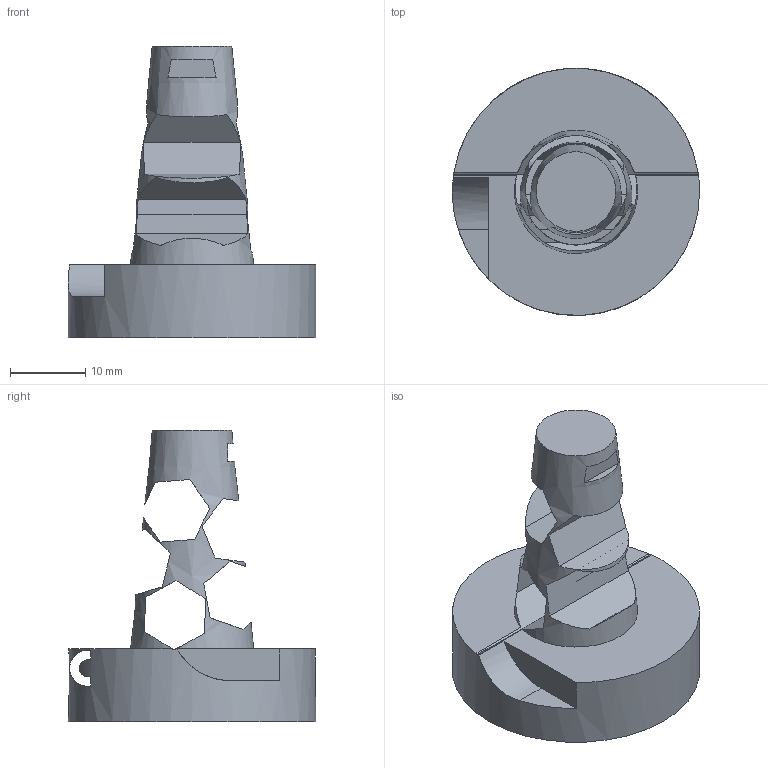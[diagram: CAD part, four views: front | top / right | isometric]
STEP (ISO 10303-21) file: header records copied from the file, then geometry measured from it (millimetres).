
FILE_DESCRIPTION(('Open CASCADE Model'),'2;1');
FILE_NAME('Open CASCADE Shape Model','2025-07-01T18:56:12',('Author'),( 'Open CASCADE'),'Open CASCADE STEP processor 7.5','Open CASCADE 7.5' ,'Unknown');
FILE_SCHEMA(('CONFIG_CONTROL_DESIGN'));
Length unit declared in the file: millimetre
Products named in the file (1): Open CASCADE STEP translator 7.5 5
Bounding box: 32.89 x 32.89 x 38.78 mm (x, y, z)
Volume: 9730.6 mm3; surface area: 4616.1 mm2
Topology: 1 solids, 1 shells, 42 faces, 116 edges, 78 vertices
Faces by surface type: plane 35, cylinder 5, cone 2
Full cylindrical faces by diameter (mm): 2.257 x1, 4.835 x1, 32.887 x1
Entity records: 4497 total; most frequent: CARTESIAN_POINT 2241, DIRECTION 399, ORIENTED_EDGE 232, PCURVE 232, DEFINITIONAL_REPRESENTATION 232, LINE 118, VECTOR 118, EDGE_CURVE 116
